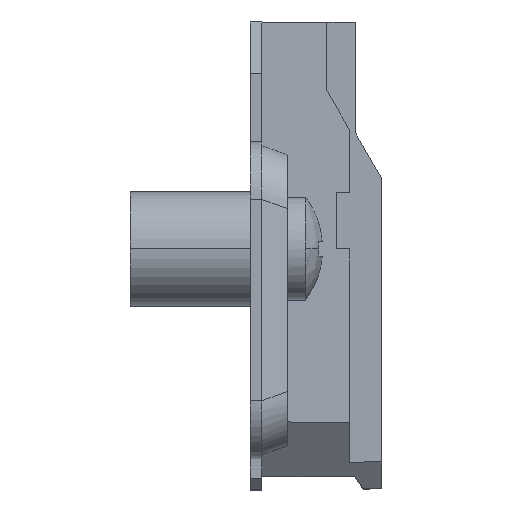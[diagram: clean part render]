
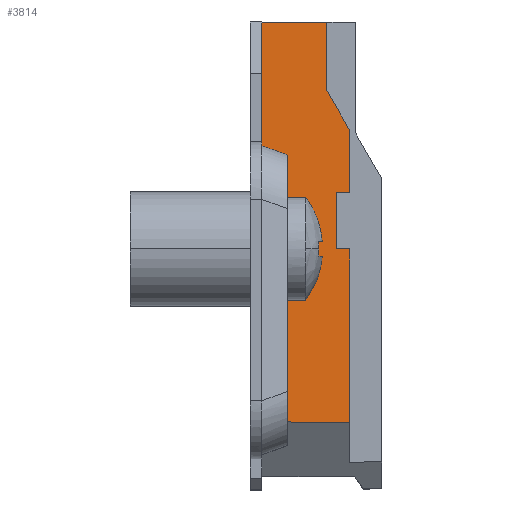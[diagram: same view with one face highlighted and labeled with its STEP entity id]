
A CAD part, top view. The second image highlights one B-rep face of the part: STEP entity #3814.
In plain terms, the highlighted planar face has unit normal (0.052, 0, 0.999).
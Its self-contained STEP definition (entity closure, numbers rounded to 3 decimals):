
#808=DIRECTION('',(0.,-1.,0.));
#809=VECTOR('',#808,23.325);
#810=CARTESIAN_POINT('',(3.25,8.192,9.128));
#811=LINE('',#810,#809);
#912=DIRECTION('',(-0.939,0.342,0.049));
#913=VECTOR('',#912,2.397);
#914=CARTESIAN_POINT('',(3.25,8.192,9.128));
#915=LINE('',#914,#913);
#919=DIRECTION('',(0.,1.,0.));
#920=VECTOR('',#919,10.839);
#921=CARTESIAN_POINT('',(1.,9.011,9.246));
#922=LINE('',#921,#920);
#926=DIRECTION('',(0.,-1.,0.));
#927=VECTOR('',#926,6.);
#928=CARTESIAN_POINT('',(6.7,19.85,8.948));
#929=LINE('',#928,#927);
#933=DIRECTION('',(0.5,-0.866,-0.026));
#934=VECTOR('',#933,4.001);
#935=CARTESIAN_POINT('',(6.7,13.85,8.948));
#936=LINE('',#935,#934);
#940=DIRECTION('',(0.,-1.,0.));
#941=VECTOR('',#940,5.486);
#942=CARTESIAN_POINT('',(8.7,10.386,8.843));
#943=LINE('',#942,#941);
#947=DIRECTION('',(0.,-1.,0.));
#948=VECTOR('',#947,4.9);
#949=CARTESIAN_POINT('',(7.563,4.9,8.902));
#950=LINE('',#949,#948);
#1139=DIRECTION('',(0.999,-0.012,-0.052));
#1140=VECTOR('',#1139,5.458);
#1141=CARTESIAN_POINT('',(3.25,-15.133,9.128));
#1142=LINE('',#1141,#1140);
#1167=DIRECTION('',(0.,1.,0.));
#1168=VECTOR('',#1167,15.196);
#1169=CARTESIAN_POINT('',(8.7,-15.196,8.843));
#1170=LINE('',#1169,#1168);
#1251=DIRECTION('',(0.999,0.,-0.052));
#1252=VECTOR('',#1251,1.139);
#1253=CARTESIAN_POINT('',(7.563,4.9,8.902));
#1254=LINE('',#1253,#1252);
#1279=DIRECTION('',(-0.999,0.,0.052));
#1280=VECTOR('',#1279,1.139);
#1281=CARTESIAN_POINT('',(8.7,0.,8.843));
#1282=LINE('',#1281,#1280);
#1349=DIRECTION('',(-0.999,0.,0.052));
#1350=VECTOR('',#1349,5.708);
#1351=CARTESIAN_POINT('',(6.7,19.85,8.948));
#1352=LINE('',#1351,#1350);
#3071=CARTESIAN_POINT('',(3.25,8.192,9.128));
#3073=VERTEX_POINT('',#3071);
#3074=CARTESIAN_POINT('',(3.25,-15.133,9.128));
#3075=VERTEX_POINT('',#3074);
#3083=CARTESIAN_POINT('',(1.,9.011,9.246));
#3084=VERTEX_POINT('',#3083);
#3087=CARTESIAN_POINT('',(1.,19.85,9.246));
#3088=VERTEX_POINT('',#3087);
#3089=CARTESIAN_POINT('',(6.7,19.85,8.948));
#3090=VERTEX_POINT('',#3089);
#3091=CARTESIAN_POINT('',(6.7,13.85,8.948));
#3092=VERTEX_POINT('',#3091);
#3093=CARTESIAN_POINT('',(8.7,10.386,8.843));
#3094=VERTEX_POINT('',#3093);
#3095=CARTESIAN_POINT('',(8.7,4.9,8.843));
#3096=VERTEX_POINT('',#3095);
#3097=CARTESIAN_POINT('',(7.563,4.9,8.902));
#3098=VERTEX_POINT('',#3097);
#3099=CARTESIAN_POINT('',(7.563,0.,
8.902));
#3100=VERTEX_POINT('',#3099);
#3101=CARTESIAN_POINT('',(8.7,0.,8.843));
#3102=VERTEX_POINT('',#3101);
#3103=CARTESIAN_POINT('',(8.7,-15.196,8.843));
#3104=VERTEX_POINT('',#3103);
#3785=CARTESIAN_POINT('',(5.7,-23.13,9.));
#3786=DIRECTION('',(-0.052,0.,-0.999));
#3787=DIRECTION('',(0.,1.,0.));
#3788=AXIS2_PLACEMENT_3D('',#3785,#3786,#3787);
#3789=PLANE('',#3788);
#3790=ORIENTED_EDGE('',*,*,#3745,.F.);
#3791=ORIENTED_EDGE('',*,*,#3775,.T.);
#3793=ORIENTED_EDGE('',*,*,#3792,.T.);
#3795=ORIENTED_EDGE('',*,*,#3794,.F.);
#3797=ORIENTED_EDGE('',*,*,#3796,.T.);
#3799=ORIENTED_EDGE('',*,*,#3798,.T.);
#3801=ORIENTED_EDGE('',*,*,#3800,.T.);
#3803=ORIENTED_EDGE('',*,*,#3802,.F.);
#3805=ORIENTED_EDGE('',*,*,#3804,.T.);
#3807=ORIENTED_EDGE('',*,*,#3806,.F.);
#3809=ORIENTED_EDGE('',*,*,#3808,.F.);
#3811=ORIENTED_EDGE('',*,*,#3810,.F.);
#3812=EDGE_LOOP('',(#3790,#3791,#3793,#3795,#3797,#3799,#3801,#3803,#3805,#3807,
#3809,#3811));
#3813=FACE_OUTER_BOUND('',#3812,.F.);
#3745=EDGE_CURVE('',#3073,#3075,#811,.T.);
#3775=EDGE_CURVE('',#3073,#3084,#915,.T.);
#3792=EDGE_CURVE('',#3084,#3088,#922,.T.);
#3794=EDGE_CURVE('',#3090,#3088,#1352,.T.);
#3796=EDGE_CURVE('',#3090,#3092,#929,.T.);
#3798=EDGE_CURVE('',#3092,#3094,#936,.T.);
#3800=EDGE_CURVE('',#3094,#3096,#943,.T.);
#3802=EDGE_CURVE('',#3098,#3096,#1254,.T.);
#3804=EDGE_CURVE('',#3098,#3100,#950,.T.);
#3806=EDGE_CURVE('',#3102,#3100,#1282,.T.);
#3808=EDGE_CURVE('',#3104,#3102,#1170,.T.);
#3810=EDGE_CURVE('',#3075,#3104,#1142,.T.);
#3814=ADVANCED_FACE('',(#3813),#3789,.F.);
